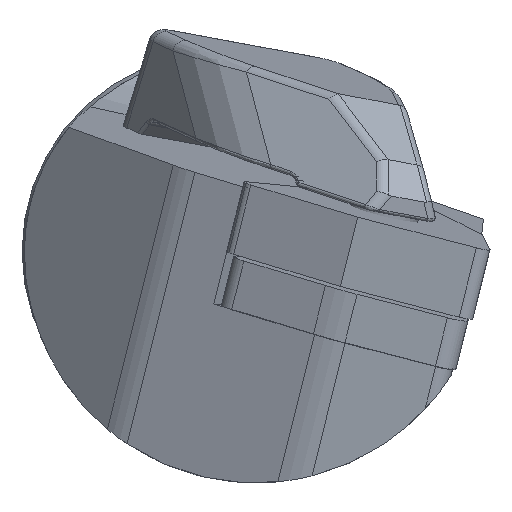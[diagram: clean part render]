
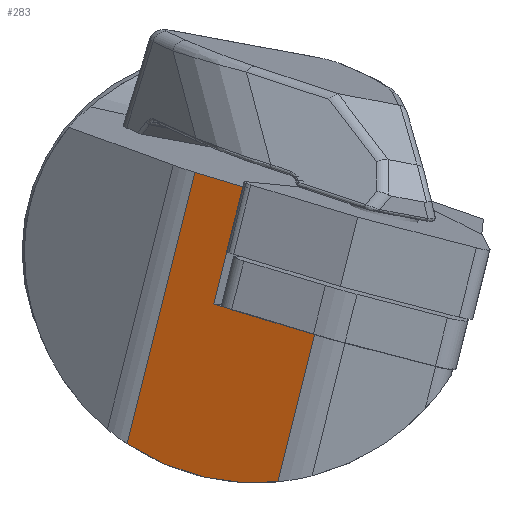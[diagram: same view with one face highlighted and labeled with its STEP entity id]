
A CAD part, left-side view. The second image highlights one B-rep face of the part: STEP entity #283.
In plain terms, the highlighted planar face has unit normal (-0.902, 0.431, 0.01).
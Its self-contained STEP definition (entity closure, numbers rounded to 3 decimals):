
#215=ELLIPSE('',#2064,16.126,14.55);
#283=ADVANCED_FACE('',(#441),#397,.F.);
#397=PLANE('',#2065);
#441=FACE_OUTER_BOUND('',#550,.T.);
#550=EDGE_LOOP('',(#1020,#1021,#1022,#1023,#1024,#1025,#1026));
#682=LINE('',#2901,#827);
#689=LINE('',#2946,#834);
#698=LINE('',#2979,#843);
#699=LINE('',#2981,#844);
#700=LINE('',#2985,#845);
#701=LINE('',#2987,#846);
#827=VECTOR('',#2299,1.);
#834=VECTOR('',#2324,1.);
#843=VECTOR('',#2347,1.);
#844=VECTOR('',#2348,1.);
#845=VECTOR('',#2351,1.);
#846=VECTOR('',#2352,1.);
#1020=ORIENTED_EDGE('',*,*,#1747,.F.);
#1021=ORIENTED_EDGE('',*,*,#1716,.T.);
#1022=ORIENTED_EDGE('',*,*,#1734,.F.);
#1023=ORIENTED_EDGE('',*,*,#1748,.T.);
#1024=ORIENTED_EDGE('',*,*,#1749,.T.);
#1025=ORIENTED_EDGE('',*,*,#1750,.F.);
#1026=ORIENTED_EDGE('',*,*,#1751,.F.);
#1529=VERTEX_POINT('',#2889);
#1533=VERTEX_POINT('',#2900);
#1550=VERTEX_POINT('',#2945);
#1562=VERTEX_POINT('',#2980);
#1563=VERTEX_POINT('',#2982);
#1564=VERTEX_POINT('',#2984);
#1565=VERTEX_POINT('',#2986);
#1716=EDGE_CURVE('',#1529,#1533,#682,.T.);
#1734=EDGE_CURVE('',#1550,#1533,#689,.T.);
#1747=EDGE_CURVE('',#1529,#1562,#698,.T.);
#1748=EDGE_CURVE('',#1550,#1563,#699,.T.);
#1749=EDGE_CURVE('',#1563,#1564,#215,.T.);
#1750=EDGE_CURVE('',#1565,#1564,#700,.T.);
#1751=EDGE_CURVE('',#1562,#1565,#701,.T.);
#2064=AXIS2_PLACEMENT_3D('',#2983,#2349,#2350);
#2065=AXIS2_PLACEMENT_3D('',#2988,#2353,#2354);
#2299=DIRECTION('',(-0.105,-0.241,0.965));
#2324=DIRECTION('',(-0.418,-0.87,-0.262));
#2347=DIRECTION('',(-0.418,-0.87,-0.262));
#2348=DIRECTION('',(0.105,0.241,-0.965));
#2349=DIRECTION('',(-0.902,0.431,0.01));
#2350=DIRECTION('',(0.431,0.902,0.02));
#2351=DIRECTION('',(0.105,0.241,-0.965));
#2352=DIRECTION('',(-0.418,-0.87,-0.262));
#2353=DIRECTION('',(0.902,-0.431,-0.01));
#2354=DIRECTION('',(0.431,0.902,0.));
#2889=CARTESIAN_POINT('',(5.443,0.435,-3.291));
#2900=CARTESIAN_POINT('',(4.645,-1.403,4.081));
#2901=CARTESIAN_POINT('',(1.262,-9.189,35.308));
#2945=CARTESIAN_POINT('',(6.1,1.622,4.993));
#2946=CARTESIAN_POINT('',(1.594,-7.746,2.169));
#2979=CARTESIAN_POINT('',(2.393,-5.908,-5.203));
#2980=CARTESIAN_POINT('',(5.137,-0.201,-3.483));
#2981=CARTESIAN_POINT('',(10.224,11.116,-33.085));
#2982=CARTESIAN_POINT('',(7.951,5.883,-12.098));
#2983=CARTESIAN_POINT('',(4.22,-2.2,0.));
#2984=CARTESIAN_POINT('',(3.398,-3.594,-14.483));
#2985=CARTESIAN_POINT('',(5.719,1.748,-35.909));
#2986=CARTESIAN_POINT('',(2.393,-5.908,-5.203));
#2987=CARTESIAN_POINT('',(2.393,-5.908,-5.203));
#2988=CARTESIAN_POINT('',(5.719,1.748,-35.909));
